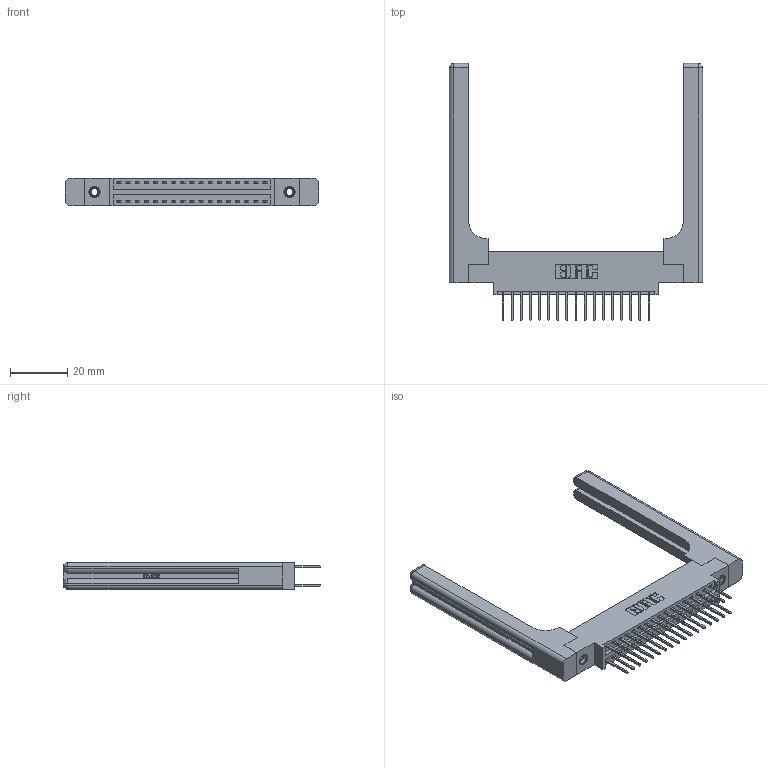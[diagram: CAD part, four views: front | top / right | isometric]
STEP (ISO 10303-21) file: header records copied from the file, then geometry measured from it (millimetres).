
FILE_DESCRIPTION (( 'STEP AP203' ), '1' );
FILE_NAME ('346-034-526-858.STEP', '2022-05-19T19:39:47', ( '' ), ( '' ), 'SwSTEP 2.0', 'SolidWorks 2020', '' );
FILE_SCHEMA (( 'CONFIG_CONTROL_DESIGN' ));
Length unit declared in the file: inch
Products named in the file (5): 346-220-058_345-220-058; 345-250-001_345-250-001-102; 346 Part_0.170 Offset - 0.156 Dia-TH; 346-034-526-858; 345-292-001_345-293-126
Assembly tree (39 placements, depth 2):
  346-034-526-858
    346 Part_0.170 Offset - 0.156 Dia-TH
    345-292-001_345-293-126  x34
    345-250-001_345-250-001-102  x2
    346-220-058_345-220-058  x2
Bounding box: 88.04 x 89.41 x 9.4 mm (x, y, z)
Volume: 15767.8 mm3; surface area: 16416.1 mm2
Topology: 39 solids, 39 shells, 2164 faces, 6313 edges, 4142 vertices
Faces by surface type: plane 1432, cylinder 672, bspline 36, cone 12, sphere 8, torus 4
Entity records: 20208 total; most frequent: CARTESIAN_POINT 4379, ORIENTED_EDGE 3108, DIRECTION 2842, EDGE_CURVE 1554, VECTOR 1262, LINE 1262, VERTEX_POINT 1026, AXIS2_PLACEMENT_3D 790
